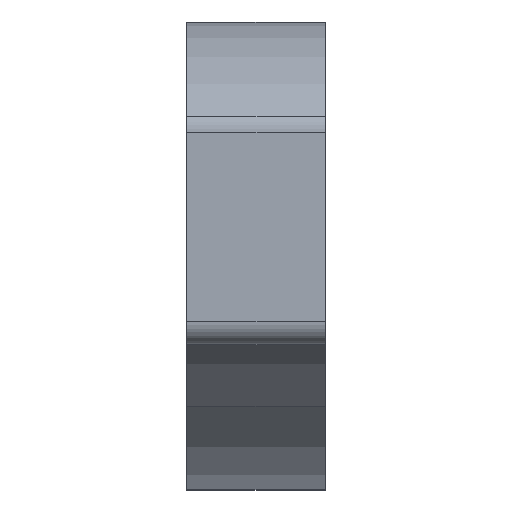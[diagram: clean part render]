
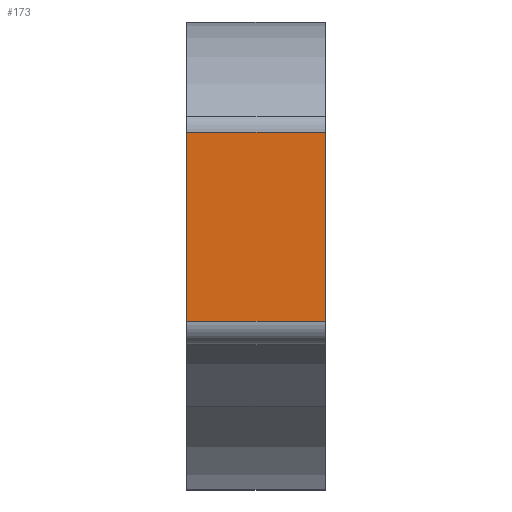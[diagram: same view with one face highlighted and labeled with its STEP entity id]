
A CAD part, left-side view. The second image highlights one B-rep face of the part: STEP entity #173.
In plain terms, the highlighted planar face has unit normal (-1, 0, 0).
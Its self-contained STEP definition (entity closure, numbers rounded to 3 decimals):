
#19 = VECTOR ( 'NONE', #313, 1000. ) ;
#64 = EDGE_LOOP ( 'NONE', ( #254, #112, #506, #392 ) ) ;
#112 = ORIENTED_EDGE ( 'NONE', *, *, #769, .T. ) ;
#117 = FACE_OUTER_BOUND ( 'NONE', #64, .T. ) ;
#173 = ADVANCED_FACE ( 'NONE', ( #117 ), #409, .T. ) ;
#209 = VERTEX_POINT ( 'NONE', #376 ) ;
#250 = CARTESIAN_POINT ( 'NONE',  ( -4.866, 3., 10.802 ) ) ;
#253 = EDGE_CURVE ( 'NONE', #797, #310, #742, .T. ) ;
#254 = ORIENTED_EDGE ( 'NONE', *, *, #253, .F. ) ;
#262 = VECTOR ( 'NONE', #412, 1000. ) ;
#296 = DIRECTION ( 'NONE',  ( 0., 0., -1. ) ) ;
#310 = VERTEX_POINT ( 'NONE', #848 ) ;
#313 = DIRECTION ( 'NONE',  ( 0., 0., 1. ) ) ;
#317 = VERTEX_POINT ( 'NONE', #250 ) ;
#376 = CARTESIAN_POINT ( 'NONE',  ( -4.866, 3., 6.704 ) ) ;
#392 = ORIENTED_EDGE ( 'NONE', *, *, #553, .T. ) ;
#409 = PLANE ( 'NONE',  #966 ) ;
#412 = DIRECTION ( 'NONE',  ( 0., -1., 0. ) ) ;
#421 = CARTESIAN_POINT ( 'NONE',  ( -4.866, -77.293, 5.707 ) ) ;
#429 = DIRECTION ( 'NONE',  ( 0., 1., 0. ) ) ;
#464 = CARTESIAN_POINT ( 'NONE',  ( -4.866, 3., 5.707 ) ) ;
#506 = ORIENTED_EDGE ( 'NONE', *, *, #703, .F. ) ;
#546 = LINE ( 'NONE', #845, #637 ) ;
#553 = EDGE_CURVE ( 'NONE', #209, #310, #634, .T. ) ;
#634 = LINE ( 'NONE', #934, #262 ) ;
#637 = VECTOR ( 'NONE', #429, 1000. ) ;
#703 = EDGE_CURVE ( 'NONE', #209, #317, #925, .T. ) ;
#707 = DIRECTION ( 'NONE',  ( -1., 0., 0. ) ) ;
#725 = CARTESIAN_POINT ( 'NONE',  ( -4.866, 0., 10.802 ) ) ;
#742 = LINE ( 'NONE', #970, #914 ) ;
#769 = EDGE_CURVE ( 'NONE', #797, #317, #546, .T. ) ;
#797 = VERTEX_POINT ( 'NONE', #725 ) ;
#845 = CARTESIAN_POINT ( 'NONE',  ( -4.866, -77.293, 10.802 ) ) ;
#848 = CARTESIAN_POINT ( 'NONE',  ( -4.866, 0., 6.704 ) ) ;
#864 = DIRECTION ( 'NONE',  ( 0., 0., 1. ) ) ;
#914 = VECTOR ( 'NONE', #296, 1000. ) ;
#925 = LINE ( 'NONE', #464, #19 ) ;
#934 = CARTESIAN_POINT ( 'NONE',  ( -4.866, -77.293, 6.704 ) ) ;
#966 = AXIS2_PLACEMENT_3D ( 'NONE', #421, #707, #864 ) ;
#970 = CARTESIAN_POINT ( 'NONE',  ( -4.866, 0., 5.707 ) ) ;
